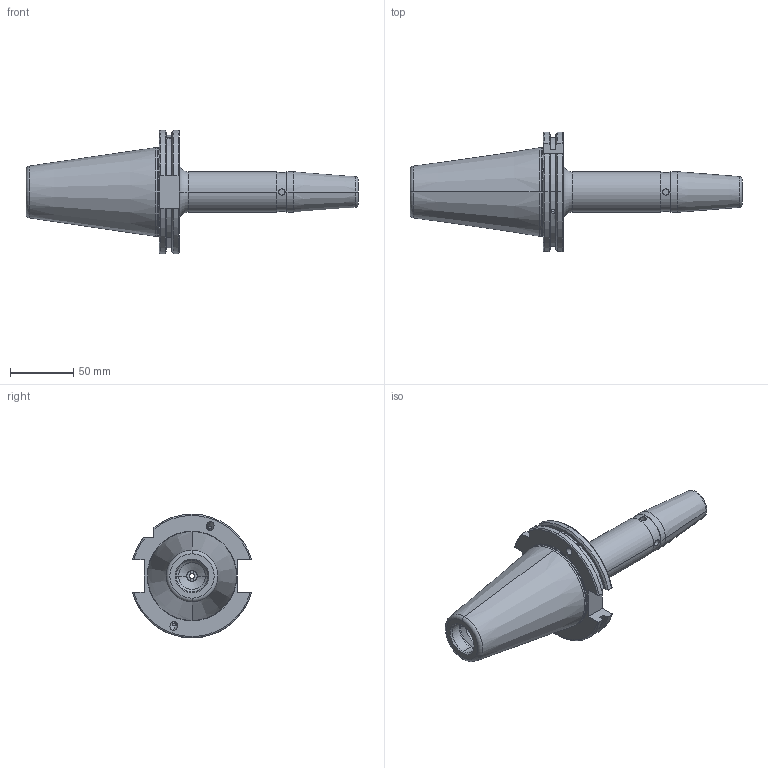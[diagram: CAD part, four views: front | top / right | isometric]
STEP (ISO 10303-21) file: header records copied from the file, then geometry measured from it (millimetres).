
FILE_DESCRIPTION (( 'STEP AP203' ), '1' );
FILE_NAME ('91506-SR212160.STEP', '2023-06-21T13:05:34', ( '' ), ( '' ), 'SwSTEP 2.0', 'SolidWorks 2018', '' );
FILE_SCHEMA (( 'CONFIG_CONTROL_DESIGN' ));
Length unit declared in the file: millimetre
Products named in the file (5): SK50SFC12160FWW; SCWM10; GS-M4X4_DIN 913 - M4 x 4-N; 91506-SR212160
Assembly tree (5 placements, depth 3):
  91506-SR212160
    SK50SFC12160FWW
      SK50SFC12160FWW
      SCWM10
      GS-M4X4_DIN 913 - M4 x 4-N  x2
Bounding box: 261.75 x 94.05 x 97.5 mm (x, y, z)
Volume: 416698.2 mm3; surface area: 63703.6 mm2
Topology: 4 solids, 4 shells, 248 faces, 635 edges, 403 vertices
Faces by surface type: cone 82, cylinder 81, plane 65, torus 20
Entity records: 7373 total; most frequent: CARTESIAN_POINT 1860, DIRECTION 1096, ORIENTED_EDGE 1030, EDGE_CURVE 515, AXIS2_PLACEMENT_3D 441, VERTEX_POINT 327, CIRCLE 231, EDGE_LOOP 220
